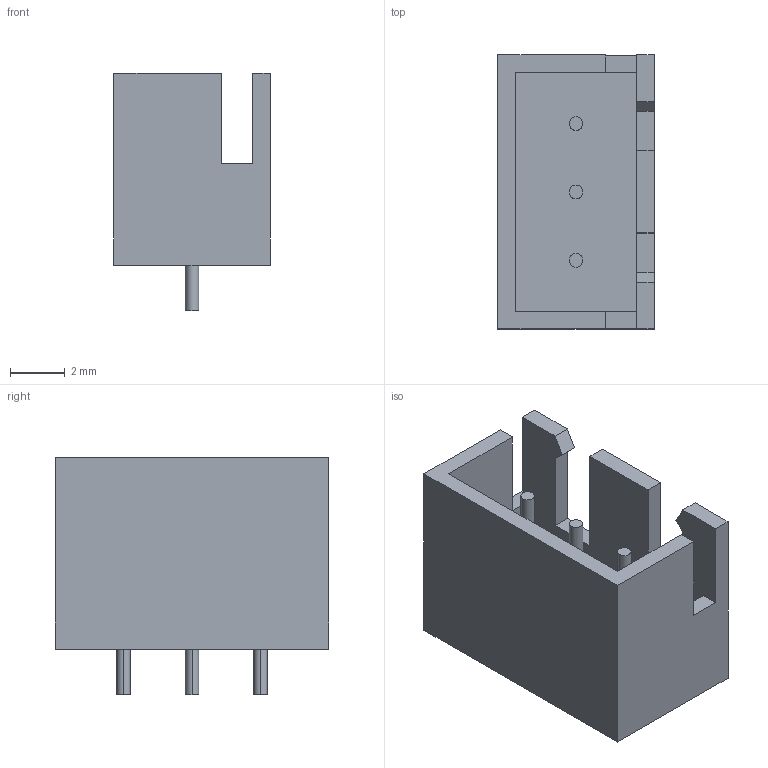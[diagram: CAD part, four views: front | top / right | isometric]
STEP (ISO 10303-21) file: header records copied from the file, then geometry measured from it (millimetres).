
FILE_DESCRIPTION((''),'2;1');
FILE_NAME('CONNECTOR_ENDSTOP_OPTO_TCST2103','2023-02-15T17:17:45',('matteo.grassi'),(''),'CREO PARAMETRIC BY PTC INC, 2018020','CREO PARAMETRIC BY PTC INC, 2018020','');
FILE_SCHEMA(('AUTOMOTIVE_DESIGN { 1 0 10303 214 1 1 1 1 }'));
Length unit declared in the file: millimetre
Products named in the file (1): CONNECTOR_ENDSTOP_OPTO_TCST2103
Bounding box: 5.71 x 10 x 8.66 mm (x, y, z)
Volume: 189.3 mm3; surface area: 472.5 mm2
Topology: 1 solids, 1 shells, 46 faces, 114 edges, 76 vertices
Faces by surface type: plane 34, cylinder 12
Entity records: 1999 total; most frequent: CARTESIAN_POINT 239, DIRECTION 232, ORIENTED_EDGE 228, PRESENTATION_STYLE_ASSIGNMENT 133, STYLED_ITEM 115, CURVE_STYLE 114, EDGE_CURVE 114, COLOUR_RGB 106
